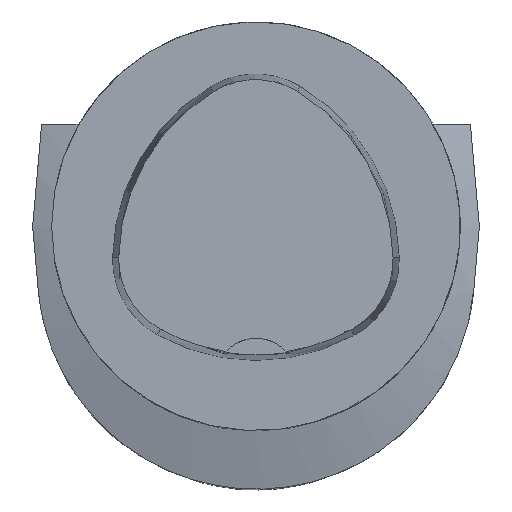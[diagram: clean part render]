
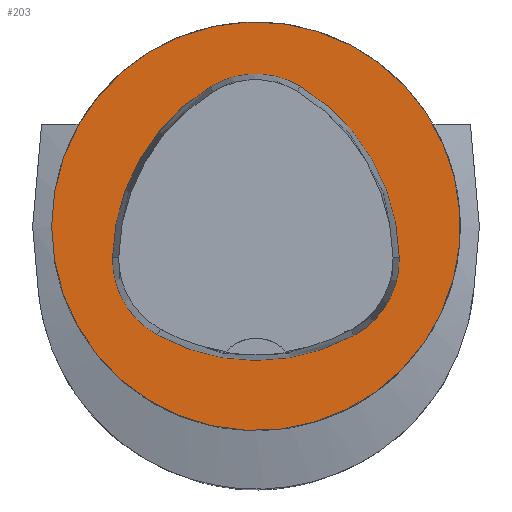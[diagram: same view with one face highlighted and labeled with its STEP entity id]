
A CAD part, top view. The second image highlights one B-rep face of the part: STEP entity #203.
In plain terms, the highlighted planar face has unit normal (0, 0, 1).
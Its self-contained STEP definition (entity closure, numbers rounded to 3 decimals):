
#102=FACE_BOUND('',#423,.T.);
#103=FACE_BOUND('',#424,.T.);
#203=ADVANCED_FACE('',(#102,#103),#261,.T.);
#261=PLANE('',#1766);
#423=EDGE_LOOP('',(#1045,#1046,#1047,#1048,#1049,#1050));
#424=EDGE_LOOP('',(#1051));
#475=CIRCLE('',#1731,20.);
#477=CIRCLE('',#1744,20.);
#479=CIRCLE('',#1747,8.5);
#481=CIRCLE('',#1750,20.);
#483=CIRCLE('',#1753,8.5);
#487=CIRCLE('',#1758,20.);
#489=CIRCLE('',#1761,8.5);
#1045=ORIENTED_EDGE('',*,*,#1525,.T.);
#1046=ORIENTED_EDGE('',*,*,#1505,.T.);
#1047=ORIENTED_EDGE('',*,*,#1509,.T.);
#1048=ORIENTED_EDGE('',*,*,#1512,.T.);
#1049=ORIENTED_EDGE('',*,*,#1515,.T.);
#1050=ORIENTED_EDGE('',*,*,#1523,.T.);
#1051=ORIENTED_EDGE('',*,*,#1481,.F.);
#1288=VERTEX_POINT('',#3905);
#1309=VERTEX_POINT('',#3981);
#1310=VERTEX_POINT('',#3982);
#1313=VERTEX_POINT('',#3990);
#1315=VERTEX_POINT('',#3996);
#1317=VERTEX_POINT('',#4002);
#1324=VERTEX_POINT('',#4023);
#1481=EDGE_CURVE('',#1288,#1288,#475,.T.);
#1505=EDGE_CURVE('',#1309,#1310,#477,.T.);
#1509=EDGE_CURVE('',#1310,#1313,#479,.T.);
#1512=EDGE_CURVE('',#1313,#1315,#481,.T.);
#1515=EDGE_CURVE('',#1315,#1317,#483,.T.);
#1523=EDGE_CURVE('',#1317,#1324,#487,.T.);
#1525=EDGE_CURVE('',#1324,#1309,#489,.T.);
#1731=AXIS2_PLACEMENT_3D('',#3904,#1996,#1997);
#1744=AXIS2_PLACEMENT_3D('',#3980,#2030,#2031);
#1747=AXIS2_PLACEMENT_3D('',#3989,#2038,#2039);
#1750=AXIS2_PLACEMENT_3D('',#3995,#2045,#2046);
#1753=AXIS2_PLACEMENT_3D('',#4001,#2052,#2053);
#1758=AXIS2_PLACEMENT_3D('',#4024,#2064,#2065);
#1761=AXIS2_PLACEMENT_3D('',#4027,#2070,#2071);
#1766=AXIS2_PLACEMENT_3D('',#4032,#2080,#2081);
#1996=DIRECTION('',(0.,0.,-1.));
#1997=DIRECTION('',(-1.,0.,0.));
#2030=DIRECTION('',(0.,0.,-1.));
#2031=DIRECTION('',(-1.,0.,0.));
#2038=DIRECTION('',(0.,0.,-1.));
#2039=DIRECTION('',(-1.,0.,0.));
#2045=DIRECTION('',(0.,0.,-1.));
#2046=DIRECTION('',(-1.,0.,0.));
#2052=DIRECTION('',(0.,0.,-1.));
#2053=DIRECTION('',(-1.,0.,0.));
#2064=DIRECTION('',(0.,0.,-1.));
#2065=DIRECTION('',(-1.,0.,0.));
#2070=DIRECTION('',(0.,0.,-1.));
#2071=DIRECTION('',(-1.,0.,0.));
#2080=DIRECTION('',(0.,0.,1.));
#2081=DIRECTION('',(1.,0.,0.));
#3904=CARTESIAN_POINT('',(0.,0.,0.));
#3905=CARTESIAN_POINT('',(-20.,0.,0.));
#3980=CARTESIAN_POINT('',(5.955,-3.414,0.));
#3981=CARTESIAN_POINT('',(-14.041,-3.042,0.));
#3982=CARTESIAN_POINT('',(-4.472,13.653,0.));
#3989=CARTESIAN_POINT('',(-0.04,6.4,0.));
#3990=CARTESIAN_POINT('',(4.347,13.68,0.));
#3995=CARTESIAN_POINT('',(-5.976,-3.45,0.));
#3996=CARTESIAN_POINT('',(14.021,-3.075,0.));
#4001=CARTESIAN_POINT('',(5.522,-3.235,0.));
#4002=CARTESIAN_POINT('',(9.588,-10.699,0.));
#4023=CARTESIAN_POINT('',(-9.655,-10.639,0.));
#4024=CARTESIAN_POINT('',(0.022,6.864,0.));
#4027=CARTESIAN_POINT('',(-5.543,-3.2,0.));
#4032=CARTESIAN_POINT('',(0.,0.,0.));
